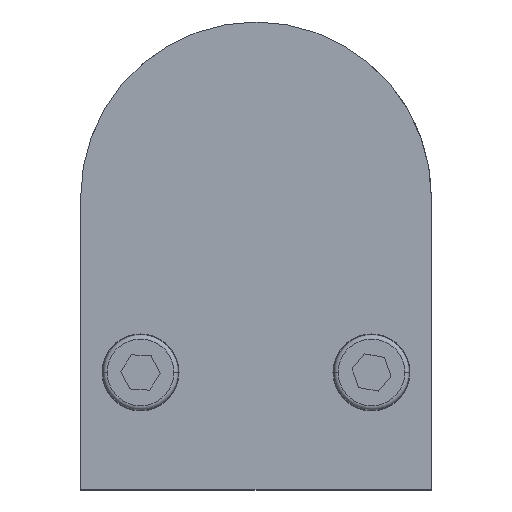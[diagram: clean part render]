
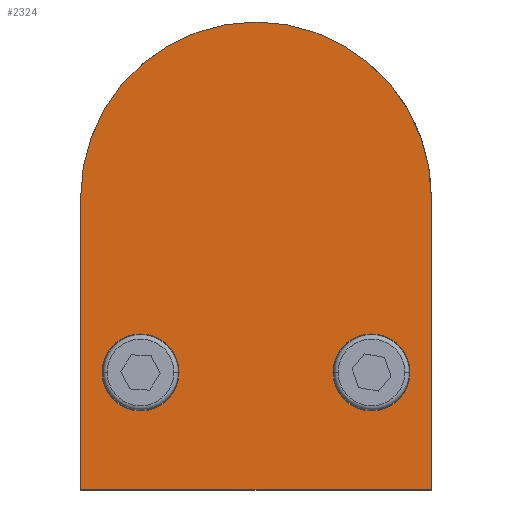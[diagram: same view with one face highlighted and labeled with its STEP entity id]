
A CAD part, top view. The second image highlights one B-rep face of the part: STEP entity #2324.
In plain terms, the highlighted planar face has unit normal (0, 0, 1).
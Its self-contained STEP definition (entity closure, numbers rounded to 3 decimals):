
#43 = VERTEX_POINT ( 'NONE', #3365 ) ;
#137 = VERTEX_POINT ( 'NONE', #306 ) ;
#152 = EDGE_CURVE ( 'NONE', #2593, #2316, #3118, .T. ) ;
#166 = CARTESIAN_POINT ( 'NONE',  ( 20.5, 0., 14.25 ) ) ;
#195 = CARTESIAN_POINT ( 'NONE',  ( -13.5, 39.038, 14.25 ) ) ;
#244 = CARTESIAN_POINT ( 'NONE',  ( 0., 59.5, 14.25 ) ) ;
#276 = LINE ( 'NONE', #2665, #3401 ) ;
#287 = DIRECTION ( 'NONE',  ( 0., 0., 1. ) ) ;
#305 = PLANE ( 'NONE',  #2317 ) ;
#306 = CARTESIAN_POINT ( 'NONE',  ( -18., 39.038, 14.25 ) ) ;
#345 = CARTESIAN_POINT ( 'NONE',  ( 13.5, 39.038, 14.25 ) ) ;
#362 = ORIENTED_EDGE ( 'NONE', *, *, #1607, .F. ) ;
#430 = LINE ( 'NONE', #2808, #2110 ) ;
#465 = CARTESIAN_POINT ( 'NONE',  ( 20.5, 25.348, 14.25 ) ) ;
#527 = VERTEX_POINT ( 'NONE', #1052 ) ;
#605 = ORIENTED_EDGE ( 'NONE', *, *, #152, .F. ) ;
#618 = DIRECTION ( 'NONE',  ( 0., 0., 1. ) ) ;
#629 = VERTEX_POINT ( 'NONE', #1569 ) ;
#631 = AXIS2_PLACEMENT_3D ( 'NONE', #768, #618, #1365 ) ;
#694 = EDGE_LOOP ( 'NONE', ( #2811, #2887, #1978, #958 ) ) ;
#753 = CIRCLE ( 'NONE', #802, 4.5 ) ;
#768 = CARTESIAN_POINT ( 'NONE',  ( 13.5, 39.038, 14.25 ) ) ;
#771 = DIRECTION ( 'NONE',  ( 0., 0., 1. ) ) ;
#777 = DIRECTION ( 'NONE',  ( 1., 0., 0. ) ) ;
#802 = AXIS2_PLACEMENT_3D ( 'NONE', #2095, #771, #1291 ) ;
#946 = VERTEX_POINT ( 'NONE', #3139 ) ;
#955 = EDGE_CURVE ( 'NONE', #629, #137, #753, .T. ) ;
#956 = DIRECTION ( 'NONE',  ( 1., 0., 0. ) ) ;
#958 = ORIENTED_EDGE ( 'NONE', *, *, #2583, .T. ) ;
#972 = DIRECTION ( 'NONE',  ( 0., -1., 0. ) ) ;
#1043 = FACE_BOUND ( 'NONE', #2679, .T. ) ;
#1052 = CARTESIAN_POINT ( 'NONE',  ( 20.5, 59.5, 14.25 ) ) ;
#1219 = ORIENTED_EDGE ( 'NONE', *, *, #2120, .F. ) ;
#1232 = DIRECTION ( 'NONE',  ( 0., 0., 1. ) ) ;
#1291 = DIRECTION ( 'NONE',  ( 1., 0., 0. ) ) ;
#1309 = AXIS2_PLACEMENT_3D ( 'NONE', #1874, #2930, #3214 ) ;
#1363 = AXIS2_PLACEMENT_3D ( 'NONE', #195, #1232, #956 ) ;
#1365 = DIRECTION ( 'NONE',  ( 1., 0., 0. ) ) ;
#1415 = CIRCLE ( 'NONE', #1363, 4.5 ) ;
#1569 = CARTESIAN_POINT ( 'NONE',  ( -9., 39.038, 14.25 ) ) ;
#1607 = EDGE_CURVE ( 'NONE', #2316, #2593, #2805, .T. ) ;
#1628 = DIRECTION ( 'NONE',  ( -1., 0., 0. ) ) ;
#1828 = EDGE_CURVE ( 'NONE', #2596, #946, #276, .T. ) ;
#1874 = CARTESIAN_POINT ( 'NONE',  ( 0., 59.5, 14.25 ) ) ;
#1939 = ORIENTED_EDGE ( 'NONE', *, *, #955, .F. ) ;
#1940 = EDGE_CURVE ( 'NONE', #527, #43, #2810, .T. ) ;
#1978 = ORIENTED_EDGE ( 'NONE', *, *, #1940, .T. ) ;
#2095 = CARTESIAN_POINT ( 'NONE',  ( -13.5, 39.038, 14.25 ) ) ;
#2110 = VECTOR ( 'NONE', #972, 1000. ) ;
#2116 = FACE_OUTER_BOUND ( 'NONE', #694, .T. ) ;
#2120 = EDGE_CURVE ( 'NONE', #137, #629, #1415, .T. ) ;
#2312 = AXIS2_PLACEMENT_3D ( 'NONE', #345, #2475, #2721 ) ;
#2316 = VERTEX_POINT ( 'NONE', #2388 ) ;
#2317 = AXIS2_PLACEMENT_3D ( 'NONE', #244, #287, #777 ) ;
#2324 = ADVANCED_FACE ( 'NONE', ( #2913, #1043, #2116 ), #305, .T. ) ;
#2388 = CARTESIAN_POINT ( 'NONE',  ( 18., 39.038, 14.25 ) ) ;
#2444 = VECTOR ( 'NONE', #3035, 1000. ) ;
#2475 = DIRECTION ( 'NONE',  ( 0., 0., 1. ) ) ;
#2583 = EDGE_CURVE ( 'NONE', #43, #946, #430, .T. ) ;
#2593 = VERTEX_POINT ( 'NONE', #2785 ) ;
#2596 = VERTEX_POINT ( 'NONE', #465 ) ;
#2665 = CARTESIAN_POINT ( 'NONE',  ( 47.6, 25.348, 14.25 ) ) ;
#2679 = EDGE_LOOP ( 'NONE', ( #362, #605 ) ) ;
#2721 = DIRECTION ( 'NONE',  ( 1., 0., 0. ) ) ;
#2785 = CARTESIAN_POINT ( 'NONE',  ( 9., 39.038, 14.25 ) ) ;
#2805 = CIRCLE ( 'NONE', #2312, 4.5 ) ;
#2808 = CARTESIAN_POINT ( 'NONE',  ( -20.5, 0., 14.25 ) ) ;
#2810 = CIRCLE ( 'NONE', #1309, 20.5 ) ;
#2811 = ORIENTED_EDGE ( 'NONE', *, *, #1828, .F. ) ;
#2838 = LINE ( 'NONE', #166, #2444 ) ;
#2887 = ORIENTED_EDGE ( 'NONE', *, *, #3009, .T. ) ;
#2913 = FACE_BOUND ( 'NONE', #3191, .T. ) ;
#2930 = DIRECTION ( 'NONE',  ( 0., 0., 1. ) ) ;
#3009 = EDGE_CURVE ( 'NONE', #2596, #527, #2838, .T. ) ;
#3035 = DIRECTION ( 'NONE',  ( 0., 1., 0. ) ) ;
#3118 = CIRCLE ( 'NONE', #631, 4.5 ) ;
#3139 = CARTESIAN_POINT ( 'NONE',  ( -20.5, 25.348, 14.25 ) ) ;
#3191 = EDGE_LOOP ( 'NONE', ( #1939, #1219 ) ) ;
#3214 = DIRECTION ( 'NONE',  ( 1., 0., 0. ) ) ;
#3365 = CARTESIAN_POINT ( 'NONE',  ( -20.5, 59.5, 14.25 ) ) ;
#3401 = VECTOR ( 'NONE', #1628, 1000. ) ;
